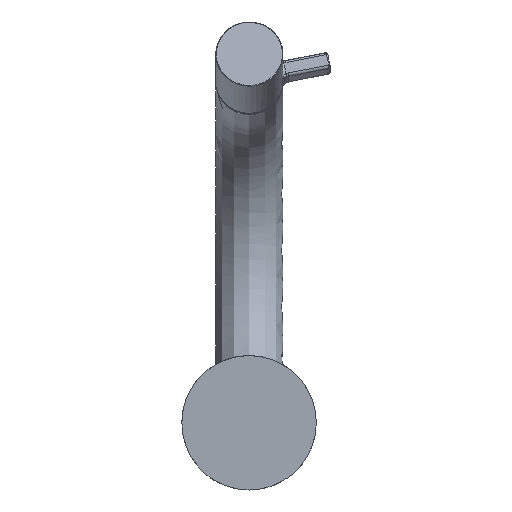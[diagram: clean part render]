
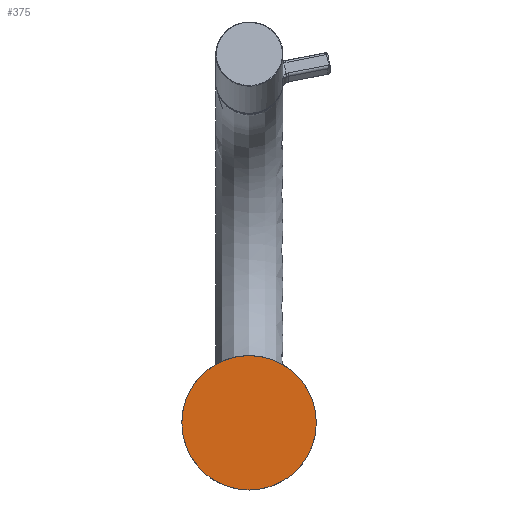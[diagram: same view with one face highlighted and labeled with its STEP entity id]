
A CAD part, front view. The second image highlights one B-rep face of the part: STEP entity #375.
In plain terms, the highlighted planar face has unit normal (0, -1, 0).
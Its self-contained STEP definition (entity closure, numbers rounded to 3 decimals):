
#73 = VERTEX_POINT ( 'NONE', #1209 ) ;
#209 = AXIS2_PLACEMENT_3D ( 'NONE', #1464, #538, #1673 ) ;
#228 = EDGE_CURVE ( 'NONE', #73, #73, #1744, .T. ) ;
#241 = AXIS2_PLACEMENT_3D ( 'NONE', #561, #1690, #354 ) ;
#354 = DIRECTION ( 'NONE',  ( 1., 0., 0. ) ) ;
#369 = ORIENTED_EDGE ( 'NONE', *, *, #228, .F. ) ;
#375 = ADVANCED_FACE ( 'NONE', ( #803 ), #2069, .T. ) ;
#538 = DIRECTION ( 'NONE',  ( 0., -1., 0. ) ) ;
#561 = CARTESIAN_POINT ( 'NONE',  ( 0., 0., 0. ) ) ;
#803 = FACE_OUTER_BOUND ( 'NONE', #951, .T. ) ;
#951 = EDGE_LOOP ( 'NONE', ( #369 ) ) ;
#1209 = CARTESIAN_POINT ( 'NONE',  ( 24., 0., 0. ) ) ;
#1464 = CARTESIAN_POINT ( 'NONE',  ( -21., 0., 0. ) ) ;
#1673 = DIRECTION ( 'NONE',  ( 1., 0., 0. ) ) ;
#1690 = DIRECTION ( 'NONE',  ( 0., 1., 0. ) ) ;
#1744 = CIRCLE ( 'NONE', #241, 24. ) ;
#2069 = PLANE ( 'NONE',  #209 ) ;
